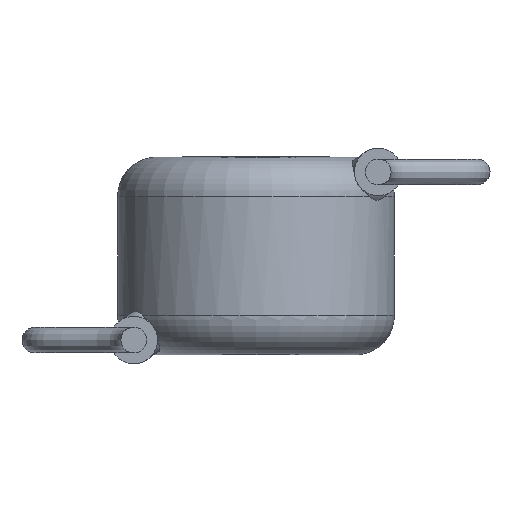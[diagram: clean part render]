
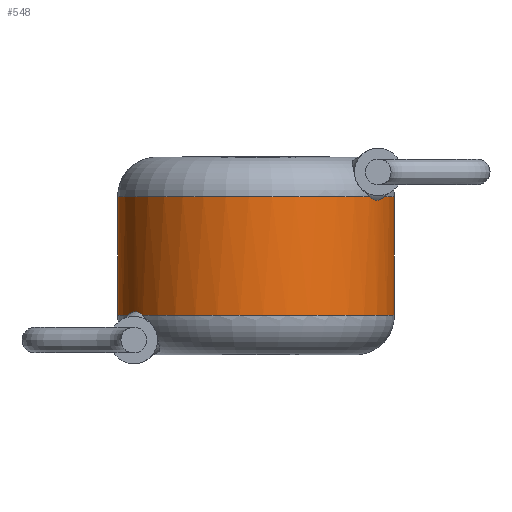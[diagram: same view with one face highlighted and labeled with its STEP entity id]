
A CAD part, front view. The second image highlights one B-rep face of the part: STEP entity #548.
In plain terms, the highlighted cylindrical face has radius 3.5 mm (diameter 7 mm), a partial arc.
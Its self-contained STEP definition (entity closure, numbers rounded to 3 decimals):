
#11 = CARTESIAN_POINT ( 'NONE',  ( 0., 0., 1. ) ) ;
#56 = ORIENTED_EDGE ( 'NONE', *, *, #565, .T. ) ;
#158 = CARTESIAN_POINT ( 'NONE',  ( 3.106, -1.617, 3.902 ) ) ;
#268 = EDGE_LOOP ( 'NONE', ( #3684, #920, #56, #2759, #3634, #4172, #3074, #4042 ) ) ;
#309 = CIRCLE ( 'NONE', #2280, 3.5 ) ;
#321 = AXIS2_PLACEMENT_3D ( 'NONE', #2373, #3605, #3621 ) ;
#340 = EDGE_CURVE ( 'NONE', #3402, #3593, #309, .T. ) ;
#438 = EDGE_CURVE ( 'NONE', #976, #4180, #3982, .T. ) ;
#440 = CARTESIAN_POINT ( 'NONE',  ( 3.199, -1.419, 4. ) ) ;
#469 = EDGE_CURVE ( 'NONE', #926, #976, #2406, .T. ) ;
#548 = ADVANCED_FACE ( 'NONE', ( #768 ), #2930, .T. ) ;
#550 = AXIS2_PLACEMENT_3D ( 'NONE', #1473, #1519, #1148 ) ;
#565 = EDGE_CURVE ( 'NONE', #3649, #926, #1382, .T. ) ;
#583 = EDGE_CURVE ( 'NONE', #2208, #3593, #3570, .T. ) ;
#669 = CARTESIAN_POINT ( 'NONE',  ( -3.199, -1.419, 1. ) ) ;
#697 = DIRECTION ( 'NONE',  ( 0., 0., 1. ) ) ;
#731 = DIRECTION ( 'NONE',  ( 1., 0., 0. ) ) ;
#749 = AXIS2_PLACEMENT_3D ( 'NONE', #2937, #697, #3966 ) ;
#768 = FACE_OUTER_BOUND ( 'NONE', #268, .T. ) ;
#771 = CARTESIAN_POINT ( 'NONE',  ( 3.159, -1.51, 3.933 ) ) ;
#798 = CARTESIAN_POINT ( 'NONE',  ( 2.926, -1.923, 3.946 ) ) ;
#920 = ORIENTED_EDGE ( 'NONE', *, *, #2297, .T. ) ;
#922 = CARTESIAN_POINT ( 'NONE',  ( 3.199, -1.419, 4. ) ) ;
#926 = VERTEX_POINT ( 'NONE', #1745 ) ;
#976 = VERTEX_POINT ( 'NONE', #3531 ) ;
#1000 = CARTESIAN_POINT ( 'NONE',  ( -3.106, -1.617, 1.098 ) ) ;
#1016 = CARTESIAN_POINT ( 'NONE',  ( -3.5, 0., 5. ) ) ;
#1148 = DIRECTION ( 'NONE',  ( 1., 0., 0. ) ) ;
#1196 = CIRCLE ( 'NONE', #749, 3.5 ) ;
#1312 = CARTESIAN_POINT ( 'NONE',  ( -2.865, -2.01, 1. ) ) ;
#1360 = CARTESIAN_POINT ( 'NONE',  ( 3.5, 0., 5. ) ) ;
#1382 = B_SPLINE_CURVE_WITH_KNOTS ( 'NONE', 3,
 ( #440, #771, #158, #3374, #798, #2441 ),
 .UNSPECIFIED., .F., .F.,
 ( 4, 2, 4 ),
 ( 0., 0., 0.001 ),
 .UNSPECIFIED. ) ;
#1473 = CARTESIAN_POINT ( 'NONE',  ( 0., 0., 4. ) ) ;
#1519 = DIRECTION ( 'NONE',  ( 0., 0., -1. ) ) ;
#1645 = CIRCLE ( 'NONE', #550, 3.5 ) ;
#1673 = CARTESIAN_POINT ( 'NONE',  ( -3.159, -1.51, 1.067 ) ) ;
#1745 = CARTESIAN_POINT ( 'NONE',  ( 2.865, -2.01, 4. ) ) ;
#2105 = EDGE_CURVE ( 'NONE', #3791, #3402, #4115, .T. ) ;
#2123 = DIRECTION ( 'NONE',  ( -1., 0., 0. ) ) ;
#2208 = VERTEX_POINT ( 'NONE', #2693 ) ;
#2280 = AXIS2_PLACEMENT_3D ( 'NONE', #11, #2308, #731 ) ;
#2297 = EDGE_CURVE ( 'NONE', #2208, #3649, #1645, .T. ) ;
#2308 = DIRECTION ( 'NONE',  ( 0., 0., 1. ) ) ;
#2326 = CARTESIAN_POINT ( 'NONE',  ( -3.199, -1.419, 1. ) ) ;
#2373 = CARTESIAN_POINT ( 'NONE',  ( 0., 0., 4. ) ) ;
#2386 = DIRECTION ( 'NONE',  ( 0., 0., -1. ) ) ;
#2406 = CIRCLE ( 'NONE', #321, 3.5 ) ;
#2441 = CARTESIAN_POINT ( 'NONE',  ( 2.865, -2.01, 4. ) ) ;
#2525 = CARTESIAN_POINT ( 'NONE',  ( -3.5, 0., 1. ) ) ;
#2693 = CARTESIAN_POINT ( 'NONE',  ( 3.5, 0., 4. ) ) ;
#2736 = VECTOR ( 'NONE', #3922, 1000. ) ;
#2751 = DIRECTION ( 'NONE',  ( 0., 0., -1. ) ) ;
#2759 = ORIENTED_EDGE ( 'NONE', *, *, #469, .T. ) ;
#2930 = CYLINDRICAL_SURFACE ( 'NONE', #3610, 3.5 ) ;
#2937 = CARTESIAN_POINT ( 'NONE',  ( 0., 0., 1. ) ) ;
#3074 = ORIENTED_EDGE ( 'NONE', *, *, #2105, .T. ) ;
#3161 = CARTESIAN_POINT ( 'NONE',  ( 3.5, 0., 1. ) ) ;
#3256 = CARTESIAN_POINT ( 'NONE',  ( -2.926, -1.923, 1.054 ) ) ;
#3374 = CARTESIAN_POINT ( 'NONE',  ( 2.989, -1.825, 3.909 ) ) ;
#3402 = VERTEX_POINT ( 'NONE', #4041 ) ;
#3531 = CARTESIAN_POINT ( 'NONE',  ( -3.5, 0., 4. ) ) ;
#3570 = LINE ( 'NONE', #1360, #2736 ) ;
#3593 = VERTEX_POINT ( 'NONE', #3161 ) ;
#3605 = DIRECTION ( 'NONE',  ( 0., 0., -1. ) ) ;
#3610 = AXIS2_PLACEMENT_3D ( 'NONE', #3697, #2751, #2123 ) ;
#3621 = DIRECTION ( 'NONE',  ( 1., 0., 0. ) ) ;
#3634 = ORIENTED_EDGE ( 'NONE', *, *, #438, .T. ) ;
#3649 = VERTEX_POINT ( 'NONE', #922 ) ;
#3684 = ORIENTED_EDGE ( 'NONE', *, *, #583, .F. ) ;
#3697 = CARTESIAN_POINT ( 'NONE',  ( 0., 0., 5. ) ) ;
#3791 = VERTEX_POINT ( 'NONE', #669 ) ;
#3880 = EDGE_CURVE ( 'NONE', #4180, #3791, #1196, .T. ) ;
#3922 = DIRECTION ( 'NONE',  ( 0., 0., -1. ) ) ;
#3942 = CARTESIAN_POINT ( 'NONE',  ( -2.989, -1.825, 1.091 ) ) ;
#3966 = DIRECTION ( 'NONE',  ( 1., 0., 0. ) ) ;
#3982 = LINE ( 'NONE', #1016, #4074 ) ;
#4041 = CARTESIAN_POINT ( 'NONE',  ( -2.865, -2.01, 1. ) ) ;
#4042 = ORIENTED_EDGE ( 'NONE', *, *, #340, .T. ) ;
#4074 = VECTOR ( 'NONE', #2386, 1000. ) ;
#4115 = B_SPLINE_CURVE_WITH_KNOTS ( 'NONE', 3,
 ( #2326, #1673, #1000, #3942, #3256, #1312 ),
 .UNSPECIFIED., .F., .F.,
 ( 4, 2, 4 ),
 ( 0., 0., 0.001 ),
 .UNSPECIFIED. ) ;
#4172 = ORIENTED_EDGE ( 'NONE', *, *, #3880, .T. ) ;
#4180 = VERTEX_POINT ( 'NONE', #2525 ) ;
